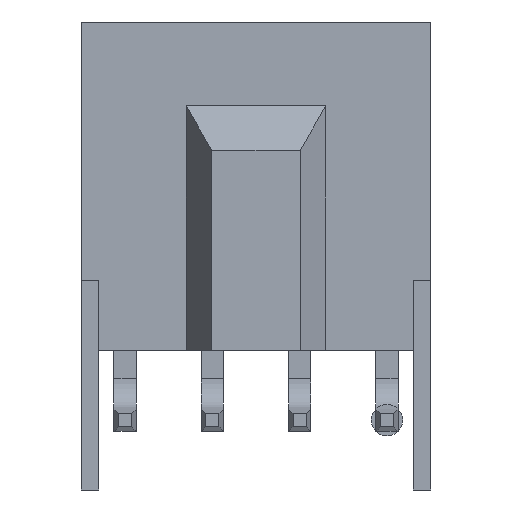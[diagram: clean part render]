
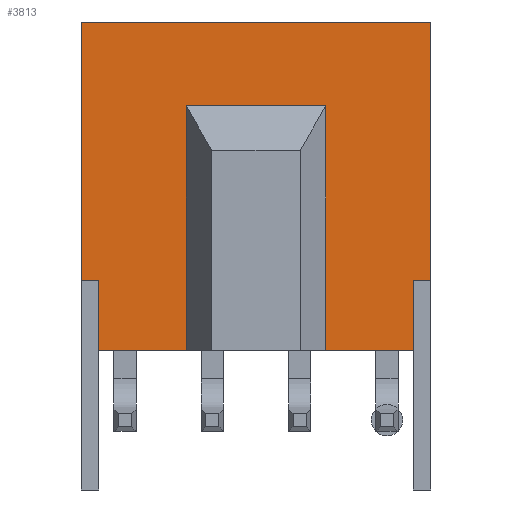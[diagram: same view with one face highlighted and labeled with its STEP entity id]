
A CAD part, front view. The second image highlights one B-rep face of the part: STEP entity #3813.
In plain terms, the highlighted planar face has unit normal (0, -1, 0).
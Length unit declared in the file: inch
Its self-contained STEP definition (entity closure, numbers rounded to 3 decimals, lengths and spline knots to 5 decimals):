
#791 = DIRECTION ( 'NONE',  ( 1., 0., 0. ) ) ;
#804 = LINE ( 'NONE', #805, #5869 ) ;
#805 = CARTESIAN_POINT ( 'NONE',  ( 0.19685, -0.03937, -0.07874 ) ) ;
#806 = DIRECTION ( 'NONE',  ( 1., 0., 0. ) ) ;
#912 = LINE ( 'NONE', #913, #4688 ) ;
#913 = CARTESIAN_POINT ( 'NONE',  ( -0.19685, -0.03937, -0.07874 ) ) ;
#914 = DIRECTION ( 'NONE',  ( 0., 0., -1. ) ) ;
#948 = LINE ( 'NONE', #949, #4700 ) ;
#949 = CARTESIAN_POINT ( 'NONE',  ( 0.19685, -0.03937, -0.07874 ) ) ;
#950 = DIRECTION ( 'NONE',  ( 0., 0., 1. ) ) ;
#1277 = LINE ( 'NONE', #1278, #5864 ) ;
#1278 = CARTESIAN_POINT ( 'NONE',  ( 0.19685, -0.03937, -0.07874 ) ) ;
#1329 = VERTEX_POINT ( 'NONE', #2703 ) ;
#1368 = VERTEX_POINT ( 'NONE', #2736 ) ;
#1370 = VERTEX_POINT ( 'NONE', #2738 ) ;
#1372 = VERTEX_POINT ( 'NONE', #2450 ) ;
#2422 = ORIENTED_EDGE ( 'NONE', *, *, #4134, .T. ) ;
#2423 = ORIENTED_EDGE ( 'NONE', *, *, #4013, .T. ) ;
#2424 = ORIENTED_EDGE ( 'NONE', *, *, #4133, .F. ) ;
#2425 = ORIENTED_EDGE ( 'NONE', *, *, #4135, .T. ) ;
#2426 = ORIENTED_EDGE ( 'NONE', *, *, #4008, .T. ) ;
#2427 = ORIENTED_EDGE ( 'NONE', *, *, #4136, .T. ) ;
#2428 = ORIENTED_EDGE ( 'NONE', *, *, #4061, .T. ) ;
#2429 = ORIENTED_EDGE ( 'NONE', *, *, #4137, .T. ) ;
#2430 = ORIENTED_EDGE ( 'NONE', *, *, #4049, .T. ) ;
#2431 = ORIENTED_EDGE ( 'NONE', *, *, #4132, .T. ) ;
#2432 = ORIENTED_EDGE ( 'NONE', *, *, #4138, .T. ) ;
#2434 = ORIENTED_EDGE ( 'NONE', *, *, #4139, .T. ) ;
#2450 = CARTESIAN_POINT ( 'NONE',  ( -0.07874, -0.03937, -0.07874 ) ) ;
#2468 = CARTESIAN_POINT ( 'NONE',  ( 0.19685, -0.03937, 0. ) ) ;
#2470 = CARTESIAN_POINT ( 'NONE',  ( 0.19685, -0.03937, 0.29134 ) ) ;
#2474 = CARTESIAN_POINT ( 'NONE',  ( -0.19685, -0.03937, 0. ) ) ;
#2475 = CARTESIAN_POINT ( 'NONE',  ( -0.19685, -0.03937, 0.29134 ) ) ;
#2533 = CARTESIAN_POINT ( 'NONE',  ( -0.07874, -0.03937, 0.19685 ) ) ;
#2534 = CARTESIAN_POINT ( 'NONE',  ( 0.07874, -0.03937, 0.19685 ) ) ;
#2535 = CARTESIAN_POINT ( 'NONE',  ( 0.17717, -0.03937, 0. ) ) ;
#2536 = CARTESIAN_POINT ( 'NONE',  ( -0.17717, -0.03937, 0. ) ) ;
#2703 = CARTESIAN_POINT ( 'NONE',  ( -0.17717, -0.03937, -0.07874 ) ) ;
#2736 = CARTESIAN_POINT ( 'NONE',  ( 0.07874, -0.03937, -0.07874 ) ) ;
#2738 = CARTESIAN_POINT ( 'NONE',  ( 0.17717, -0.03937, -0.07874 ) ) ;
#2781 = VERTEX_POINT ( 'NONE', #2468 ) ;
#2783 = VERTEX_POINT ( 'NONE', #2470 ) ;
#2787 = VERTEX_POINT ( 'NONE', #2474 ) ;
#2788 = VERTEX_POINT ( 'NONE', #2475 ) ;
#2846 = VERTEX_POINT ( 'NONE', #2533 ) ;
#2847 = VERTEX_POINT ( 'NONE', #2534 ) ;
#2848 = VERTEX_POINT ( 'NONE', #2535 ) ;
#2849 = VERTEX_POINT ( 'NONE', #2536 ) ;
#3029 = EDGE_LOOP ( 'NONE', ( #2423, #2424, #2422, #2425, #2426, #2427, #2429, #2428, #2431, #2430, #2432, #2434 ) ) ;
#3095 = FACE_OUTER_BOUND ( 'NONE', #3029, .T. ) ;
#3097 = AXIS2_PLACEMENT_3D ( 'NONE', #4955, #4956, #4957 ) ;
#3155 = LINE ( 'NONE', #3156, #5853 ) ;
#3156 = CARTESIAN_POINT ( 'NONE',  ( -0.19685, -0.03937, 0.29134 ) ) ;
#3157 = DIRECTION ( 'NONE',  ( -1., 0., 0. ) ) ;
#3158 = LINE ( 'NONE', #3159, #5854 ) ;
#3159 = CARTESIAN_POINT ( 'NONE',  ( -0.07874, -0.03937, 0.19685 ) ) ;
#3160 = DIRECTION ( 'NONE',  ( 0., 0., -1. ) ) ;
#3161 = LINE ( 'NONE', #3162, #5855 ) ;
#3162 = CARTESIAN_POINT ( 'NONE',  ( -0.07874, -0.03937, 0.19685 ) ) ;
#3163 = DIRECTION ( 'NONE',  ( 1., 0., 0. ) ) ;
#3164 = LINE ( 'NONE', #3165, #5856 ) ;
#3165 = CARTESIAN_POINT ( 'NONE',  ( 0.07874, -0.03937, 0.19685 ) ) ;
#3166 = DIRECTION ( 'NONE',  ( 0., 0., -1. ) ) ;
#3167 = LINE ( 'NONE', #3168, #5857 ) ;
#3168 = CARTESIAN_POINT ( 'NONE',  ( 0.17717, -0.03937, -0.07874 ) ) ;
#3169 = DIRECTION ( 'NONE',  ( 0., 0., 1. ) ) ;
#3170 = LINE ( 'NONE', #3171, #5858 ) ;
#3171 = CARTESIAN_POINT ( 'NONE',  ( -0.19685, -0.03937, 0. ) ) ;
#3172 = DIRECTION ( 'NONE',  ( 1., 0., 0. ) ) ;
#3173 = LINE ( 'NONE', #3174, #5859 ) ;
#3174 = CARTESIAN_POINT ( 'NONE',  ( -0.19685, -0.03937, 0. ) ) ;
#3175 = DIRECTION ( 'NONE',  ( 1., 0., 0. ) ) ;
#3176 = LINE ( 'NONE', #3177, #5860 ) ;
#3177 = CARTESIAN_POINT ( 'NONE',  ( -0.17717, -0.03937, -0.07874 ) ) ;
#3178 = DIRECTION ( 'NONE',  ( 0., 0., -1. ) ) ;
#3813 = ADVANCED_FACE ( 'NONE', ( #3095 ), #4954, .F. ) ;
#4008 = EDGE_CURVE ( 'NONE', #1368, #1370, #1277, .T. ) ;
#4013 = EDGE_CURVE ( 'NONE', #1329, #1372, #804, .T. ) ;
#4049 = EDGE_CURVE ( 'NONE', #2788, #2787, #912, .T. ) ;
#4061 = EDGE_CURVE ( 'NONE', #2781, #2783, #948, .T. ) ;
#4132 = EDGE_CURVE ( 'NONE', #2783, #2788, #3155, .T. ) ;
#4133 = EDGE_CURVE ( 'NONE', #2846, #1372, #3158, .T. ) ;
#4134 = EDGE_CURVE ( 'NONE', #2846, #2847, #3161, .T. ) ;
#4135 = EDGE_CURVE ( 'NONE', #2847, #1368, #3164, .T. ) ;
#4136 = EDGE_CURVE ( 'NONE', #1370, #2848, #3167, .T. ) ;
#4137 = EDGE_CURVE ( 'NONE', #2848, #2781, #3170, .T. ) ;
#4138 = EDGE_CURVE ( 'NONE', #2787, #2849, #3173, .T. ) ;
#4139 = EDGE_CURVE ( 'NONE', #2849, #1329, #3176, .T. ) ;
#4688 = VECTOR ( 'NONE', #914, 39.37008 ) ;
#4700 = VECTOR ( 'NONE', #950, 39.37008 ) ;
#4954 = PLANE ( 'NONE',  #3097 ) ;
#4955 = CARTESIAN_POINT ( 'NONE',  ( -0.19685, -0.03937, -0.07874 ) ) ;
#4956 = DIRECTION ( 'NONE',  ( 0., 1., 0. ) ) ;
#4957 = DIRECTION ( 'NONE',  ( 0., 0., 1. ) ) ;
#5853 = VECTOR ( 'NONE', #3157, 39.37008 ) ;
#5854 = VECTOR ( 'NONE', #3160, 39.37008 ) ;
#5855 = VECTOR ( 'NONE', #3163, 39.37008 ) ;
#5856 = VECTOR ( 'NONE', #3166, 39.37008 ) ;
#5857 = VECTOR ( 'NONE', #3169, 39.37008 ) ;
#5858 = VECTOR ( 'NONE', #3172, 39.37008 ) ;
#5859 = VECTOR ( 'NONE', #3175, 39.37008 ) ;
#5860 = VECTOR ( 'NONE', #3178, 39.37008 ) ;
#5864 = VECTOR ( 'NONE', #791, 39.37008 ) ;
#5869 = VECTOR ( 'NONE', #806, 39.37008 ) ;
